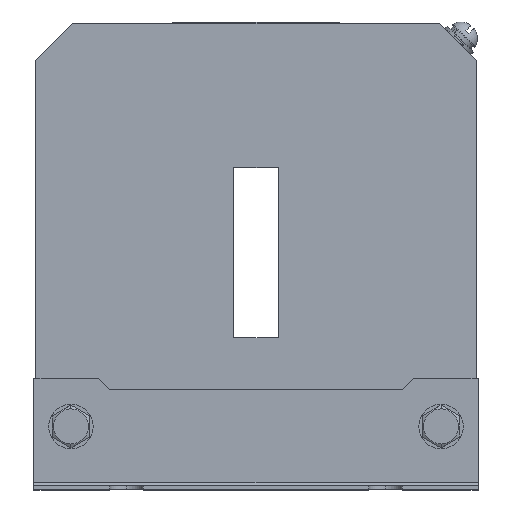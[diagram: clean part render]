
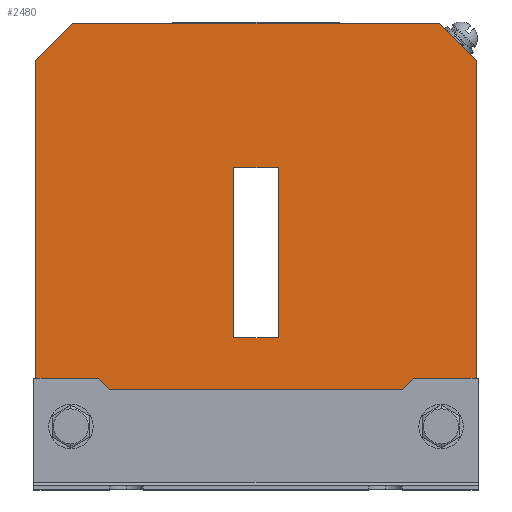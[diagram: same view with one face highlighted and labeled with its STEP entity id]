
A CAD part, top view. The second image highlights one B-rep face of the part: STEP entity #2480.
In plain terms, the highlighted planar face has unit normal (0, 0, 1).
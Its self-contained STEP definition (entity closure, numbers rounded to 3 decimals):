
#3 = ORIENTED_EDGE ( 'NONE', *, *, #10922, .F. ) ;
#70 = VERTEX_POINT ( 'NONE', #12279 ) ;
#84 = VERTEX_POINT ( 'NONE', #12356 ) ;
#420 = ORIENTED_EDGE ( 'NONE', *, *, #3047, .T. ) ;
#706 = LINE ( 'NONE', #5328, #14331 ) ;
#895 = DIRECTION ( 'NONE',  ( 0., -1., 0. ) ) ;
#906 = DIRECTION ( 'NONE',  ( -1., 0., 0. ) ) ;
#947 = EDGE_CURVE ( 'NONE', #70, #84, #11841, .T. ) ;
#993 = LINE ( 'NONE', #5622, #14836 ) ;
#1080 = DIRECTION ( 'NONE',  ( 0., -1., 0. ) ) ;
#1093 = DIRECTION ( 'NONE',  ( 0., 0., 1. ) ) ;
#1141 = VERTEX_POINT ( 'NONE', #14066 ) ;
#1248 = LINE ( 'NONE', #5884, #3151 ) ;
#1267 = EDGE_CURVE ( 'NONE', #10684, #2653, #9760, .T. ) ;
#1280 = PLANE ( 'NONE',  #9572 ) ;
#1309 = FACE_OUTER_BOUND ( 'NONE', #6958, .T. ) ;
#1334 = FACE_BOUND ( 'NONE', #1613, .T. ) ;
#1426 = CARTESIAN_POINT ( 'NONE',  ( 51.7, 130.785, 178.499 ) ) ;
#1603 = CARTESIAN_POINT ( 'NONE',  ( 61.7, 120.785, 178.499 ) ) ;
#1613 = EDGE_LOOP ( 'NONE', ( #13476, #13525, #13538, #3 ) ) ;
#1825 = CARTESIAN_POINT ( 'NONE',  ( 7.2, 185.285, 178.499 ) ) ;
#1882 = VERTEX_POINT ( 'NONE', #3180 ) ;
#1949 = VERTEX_POINT ( 'NONE', #7473 ) ;
#2071 = CARTESIAN_POINT ( 'NONE',  ( 44.7, 34.785, 178.499 ) ) ;
#2396 = EDGE_CURVE ( 'NONE', #12170, #2653, #6318, .T. ) ;
#2480 = ADVANCED_FACE ( 'NONE', ( #1334, #1309 ), #1280, .T. ) ;
#2653 = VERTEX_POINT ( 'NONE', #3135 ) ;
#2665 = VECTOR ( 'NONE', #895, 1000. ) ;
#2767 = VECTOR ( 'NONE', #4396, 1000. ) ;
#2794 = DIRECTION ( 'NONE',  ( 0., -1., 0. ) ) ;
#3047 = EDGE_CURVE ( 'NONE', #5591, #4662, #12054, .T. ) ;
#3135 = CARTESIAN_POINT ( 'NONE',  ( 61.7, 34.785, 178.499 ) ) ;
#3151 = VECTOR ( 'NONE', #10314, 1000. ) ;
#3180 = CARTESIAN_POINT ( 'NONE',  ( -40.3, 34.785, 178.499 ) ) ;
#3300 = DIRECTION ( 'NONE',  ( 1., 0., 0. ) ) ;
#3909 = VECTOR ( 'NONE', #14496, 1000. ) ;
#4021 = VECTOR ( 'NONE', #8579, 1000. ) ;
#4055 = CARTESIAN_POINT ( 'NONE',  ( 61.7, 91.785, 178.499 ) ) ;
#4155 = VECTOR ( 'NONE', #11265, 1000. ) ;
#4240 = VECTOR ( 'NONE', #906, 1000. ) ;
#4396 = DIRECTION ( 'NONE',  ( 0., -1., 0. ) ) ;
#4453 = VECTOR ( 'NONE', #11820, 1000. ) ;
#4551 = VERTEX_POINT ( 'NONE', #11346 ) ;
#4644 = VECTOR ( 'NONE', #13995, 1000. ) ;
#4662 = VERTEX_POINT ( 'NONE', #6371 ) ;
#4707 = ORIENTED_EDGE ( 'NONE', *, *, #13552, .T. ) ;
#4789 = LINE ( 'NONE', #9230, #4644 ) ;
#5276 = LINE ( 'NONE', #9703, #3909 ) ;
#5328 = CARTESIAN_POINT ( 'NONE',  ( 41.7, 31.785, 178.499 ) ) ;
#5591 = VERTEX_POINT ( 'NONE', #8423 ) ;
#5622 = CARTESIAN_POINT ( 'NONE',  ( -37.3, 31.785, 178.499 ) ) ;
#5884 = CARTESIAN_POINT ( 'NONE',  ( 56.7, 125.785, 178.499 ) ) ;
#6318 = LINE ( 'NONE', #6755, #4155 ) ;
#6371 = CARTESIAN_POINT ( 'NONE',  ( -57.3, 120.785, 178.499 ) ) ;
#6440 = DIRECTION ( 'NONE',  ( -0.707, -0.707, 0. ) ) ;
#6626 = LINE ( 'NONE', #11069, #2665 ) ;
#6636 = LINE ( 'NONE', #11077, #4240 ) ;
#6755 = CARTESIAN_POINT ( 'NONE',  ( -57.8, 34.785, 178.499 ) ) ;
#6958 = EDGE_LOOP ( 'NONE', ( #13649, #420, #4707, #14912, #14281, #13789, #14280, #13729, #14269, #13906 ) ) ;
#7053 = EDGE_CURVE ( 'NONE', #8683, #5591, #6636, .T. ) ;
#7473 = CARTESIAN_POINT ( 'NONE',  ( -3.8, 91.785, 178.499 ) ) ;
#7521 = EDGE_CURVE ( 'NONE', #12170, #4551, #706, .T. ) ;
#8131 = CARTESIAN_POINT ( 'NONE',  ( 61.7, 130.785, 178.499 ) ) ;
#8169 = VECTOR ( 'NONE', #6440, 1000. ) ;
#8239 = VECTOR ( 'NONE', #3300, 1000. ) ;
#8277 = EDGE_CURVE ( 'NONE', #4551, #1141, #993, .T. ) ;
#8423 = CARTESIAN_POINT ( 'NONE',  ( -47.3, 130.785, 178.499 ) ) ;
#8432 = CARTESIAN_POINT ( 'NONE',  ( 8.2, 91.785, 178.499 ) ) ;
#8458 = LINE ( 'NONE', #13141, #8831 ) ;
#8579 = DIRECTION ( 'NONE',  ( -1., 0., 0. ) ) ;
#8683 = VERTEX_POINT ( 'NONE', #1426 ) ;
#8831 = VECTOR ( 'NONE', #2794, 1000. ) ;
#8939 = EDGE_CURVE ( 'NONE', #84, #9309, #5276, .T. ) ;
#8964 = LINE ( 'NONE', #13701, #8239 ) ;
#9217 = EDGE_CURVE ( 'NONE', #1141, #1882, #4789, .T. ) ;
#9230 = CARTESIAN_POINT ( 'NONE',  ( -37.3, 31.785, 178.499 ) ) ;
#9309 = VERTEX_POINT ( 'NONE', #8432 ) ;
#9572 = AXIS2_PLACEMENT_3D ( 'NONE', #8131, #1093, #1080 ) ;
#9703 = CARTESIAN_POINT ( 'NONE',  ( 8.2, 130.785, 178.499 ) ) ;
#9747 = DIRECTION ( 'NONE',  ( -0.707, -0.707, 0. ) ) ;
#9760 = LINE ( 'NONE', #14487, #2767 ) ;
#10059 = DIRECTION ( 'NONE',  ( -1., 0., 0. ) ) ;
#10314 = DIRECTION ( 'NONE',  ( -0.707, 0.707, 0. ) ) ;
#10684 = VERTEX_POINT ( 'NONE', #1603 ) ;
#10922 = EDGE_CURVE ( 'NONE', #9309, #1949, #14455, .T. ) ;
#11069 = CARTESIAN_POINT ( 'NONE',  ( -3.8, 130.785, 178.499 ) ) ;
#11077 = CARTESIAN_POINT ( 'NONE',  ( 61.7, 130.785, 178.499 ) ) ;
#11265 = DIRECTION ( 'NONE',  ( 1., 0., 0. ) ) ;
#11346 = CARTESIAN_POINT ( 'NONE',  ( 41.7, 31.785, 178.499 ) ) ;
#11705 = EDGE_CURVE ( 'NONE', #1949, #70, #6626, .T. ) ;
#11820 = DIRECTION ( 'NONE',  ( 1., 0., 0. ) ) ;
#11828 = CARTESIAN_POINT ( 'NONE',  ( 61.7, 45.785, 178.499 ) ) ;
#11841 = LINE ( 'NONE', #11828, #4453 ) ;
#12054 = LINE ( 'NONE', #1825, #8169 ) ;
#12170 = VERTEX_POINT ( 'NONE', #2071 ) ;
#12279 = CARTESIAN_POINT ( 'NONE',  ( -3.8, 45.785, 178.499 ) ) ;
#12356 = CARTESIAN_POINT ( 'NONE',  ( 8.2, 45.785, 178.499 ) ) ;
#13082 = VERTEX_POINT ( 'NONE', #13099 ) ;
#13099 = CARTESIAN_POINT ( 'NONE',  ( -57.3, 34.785, 178.499 ) ) ;
#13141 = CARTESIAN_POINT ( 'NONE',  ( -57.3, 130.785, 178.499 ) ) ;
#13202 = EDGE_CURVE ( 'NONE', #10684, #8683, #1248, .T. ) ;
#13476 = ORIENTED_EDGE ( 'NONE', *, *, #8939, .F. ) ;
#13525 = ORIENTED_EDGE ( 'NONE', *, *, #947, .F. ) ;
#13538 = ORIENTED_EDGE ( 'NONE', *, *, #11705, .F. ) ;
#13552 = EDGE_CURVE ( 'NONE', #4662, #13082, #8458, .T. ) ;
#13649 = ORIENTED_EDGE ( 'NONE', *, *, #7053, .T. ) ;
#13701 = CARTESIAN_POINT ( 'NONE',  ( -57.8, 34.785, 178.499 ) ) ;
#13729 = ORIENTED_EDGE ( 'NONE', *, *, #2396, .T. ) ;
#13789 = ORIENTED_EDGE ( 'NONE', *, *, #8277, .F. ) ;
#13906 = ORIENTED_EDGE ( 'NONE', *, *, #13202, .T. ) ;
#13995 = DIRECTION ( 'NONE',  ( -0.707, 0.707, 0. ) ) ;
#14066 = CARTESIAN_POINT ( 'NONE',  ( -37.3, 31.785, 178.499 ) ) ;
#14269 = ORIENTED_EDGE ( 'NONE', *, *, #1267, .F. ) ;
#14280 = ORIENTED_EDGE ( 'NONE', *, *, #7521, .F. ) ;
#14281 = ORIENTED_EDGE ( 'NONE', *, *, #9217, .F. ) ;
#14331 = VECTOR ( 'NONE', #9747, 1000. ) ;
#14455 = LINE ( 'NONE', #4055, #4021 ) ;
#14487 = CARTESIAN_POINT ( 'NONE',  ( 61.7, 130.785, 178.499 ) ) ;
#14496 = DIRECTION ( 'NONE',  ( 0., 1., 0. ) ) ;
#14834 = EDGE_CURVE ( 'NONE', #13082, #1882, #8964, .T. ) ;
#14836 = VECTOR ( 'NONE', #10059, 1000. ) ;
#14912 = ORIENTED_EDGE ( 'NONE', *, *, #14834, .T. ) ;
